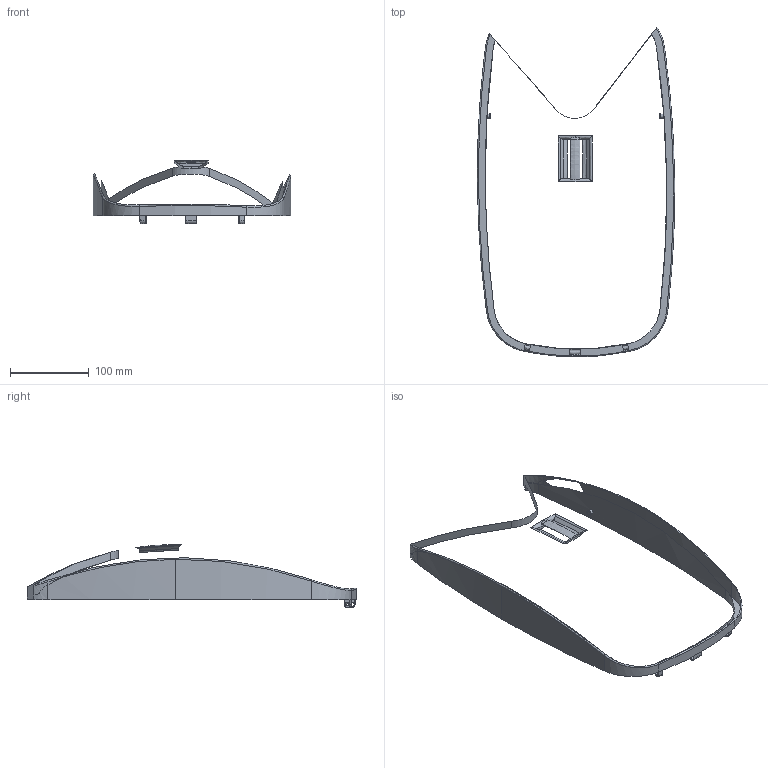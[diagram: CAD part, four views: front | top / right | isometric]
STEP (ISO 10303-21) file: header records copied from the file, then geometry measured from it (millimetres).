
FILE_DESCRIPTION(('HOOPS Exchange Step'),'2;1');
FILE_NAME('temp_export','2022-08-23T18:41:51+02:00',('asadu'),('Shapr3D Limited'),'HOOPS Exchange 2022.0','Shapr3D','Authorized');
FILE_SCHEMA( ('AP242_MANAGED_MODEL_BASED_3D_ENGINEERING_MIM_LF {1 0 10303 442 1 1 4 }') );
Length unit declared in the file: millimetre
Products named in the file (2): Hood; root
Assembly tree (1 placements, depth 2):
  root
    Hood
Bounding box: 250.04 x 417.27 x 79.99 mm (x, y, z)
Surface area: 78549.4 mm2 (no closed solid volume)
Topology: 0 solids, 2 shells, 82 faces, 228 edges, 152 vertices
Faces by surface type: cylinder 35, bspline 27, plane 14, torus 6
Full cylindrical faces by diameter (mm): 5 x2, 7 x2
Entity records: 12052 total; most frequent: CARTESIAN_POINT 10060, ORIENTED_EDGE 462, DIRECTION 278, EDGE_CURVE 231, VERTEX_POINT 155, B_SPLINE_CURVE_WITH_KNOTS 123, AXIS2_PLACEMENT_3D 112, EDGE_LOOP 100
